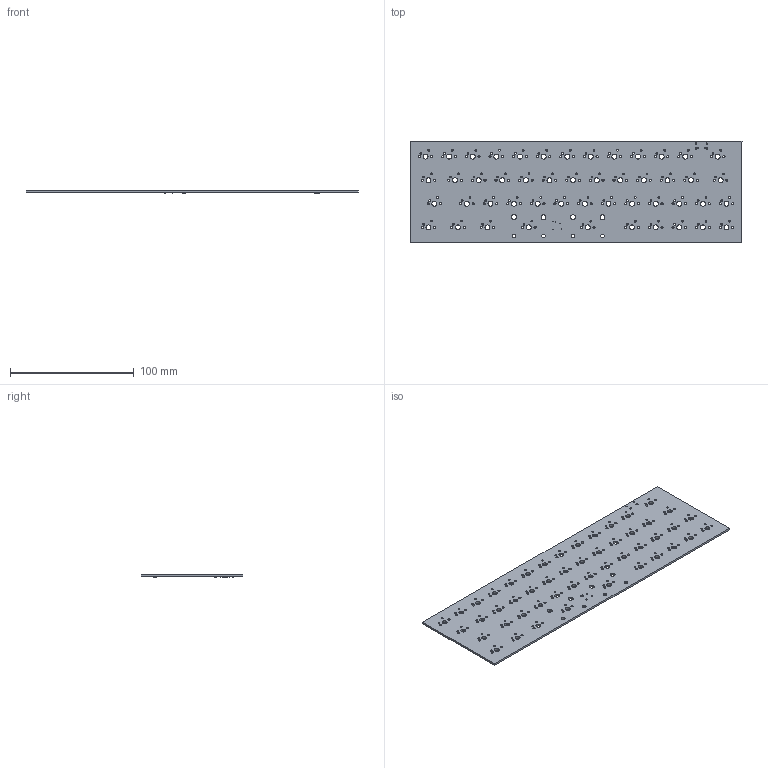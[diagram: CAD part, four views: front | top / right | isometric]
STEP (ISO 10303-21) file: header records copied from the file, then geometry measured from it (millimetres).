
FILE_DESCRIPTION(('KiCad electronic assembly'),'2;1');
FILE_NAME('40% with arrows.step','2020-05-24T12:55:52',('An Author'),( 'A Company'),'Open CASCADE STEP processor 6.9', 'KiCad to STEP converter','Unknown');
FILE_SCHEMA(('AUTOMOTIVE_DESIGN { 1 0 10303 214 1 1 1 1 }'));
Length unit declared in the file: millimetre
Products named in the file (8): Open CASCADE STEP translator 6.9 1; C_0402_1005Metric; SOLID; R_0402_1005Metric; Crystal_SMD_SeikoEpson_FA238-4Pin_3.2x2.5mm; COMPOUND
Assembly tree (19 placements, depth 3):
  Open CASCADE STEP translator 6.9 1
    C_0402_1005Metric  x8
      SOLID
    R_0402_1005Metric  x6
      SOLID
    Crystal_SMD_SeikoEpson_FA238-4Pin_3.2x2.5mm
      SOLID
    COMPOUND
Bounding box: 268.01 x 82.24 x 2.84 mm (x, y, z)
Volume: 33508.1 mm3; surface area: 45791.2 mm2
Topology: 16 solids, 16 shells, 685 faces, 1881 edges, 1246 vertices
Faces by surface type: cylinder 419, plane 266
Full cylindrical faces by diameter (mm): 0.6 x2, 1.47 x98, 1.75 x98, 3.048 x4, 3.988 x53
Entity records: 27546 total; most frequent: DIRECTION 4435, CARTESIAN_POINT 4324, ORIENTED_EDGE 2074, PCURVE 2074, DEFINITIONAL_REPRESENTATION 2074, LINE 1931, VECTOR 1931, CIRCLE 1156
